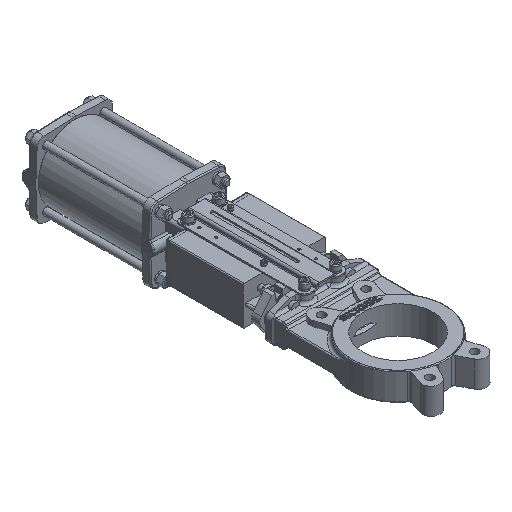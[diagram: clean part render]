
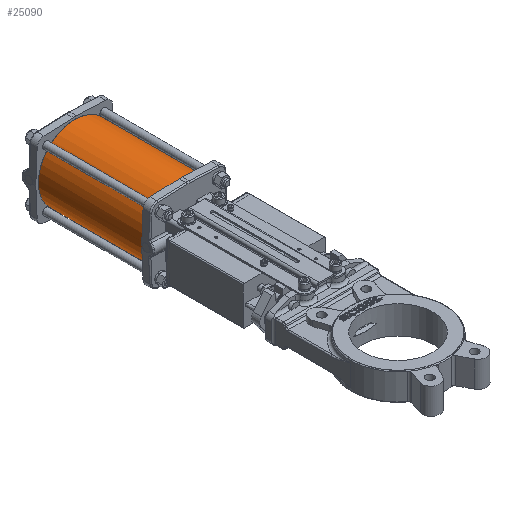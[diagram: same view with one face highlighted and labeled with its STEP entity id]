
A CAD part, isometric view. The second image highlights one B-rep face of the part: STEP entity #25090.
In plain terms, the highlighted cylindrical face has radius 66 mm (diameter 132 mm), a full revolution.
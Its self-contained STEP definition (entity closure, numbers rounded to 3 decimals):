
#575=CYLINDRICAL_SURFACE('',#27541,66.);
#2177=CIRCLE('',#27494,66.);
#2204=CIRCLE('',#27542,66.);
#2688=FACE_BOUND('',#6011,.T.);
#4264=FACE_OUTER_BOUND('',#6010,.T.);
#6010=EDGE_LOOP('',(#21095));
#6011=EDGE_LOOP('',(#21096));
#11389=VERTEX_POINT('',#44539);
#11424=VERTEX_POINT('',#44638);
#14670=EDGE_CURVE('',#11389,#11389,#2177,.F.);
#14721=EDGE_CURVE('',#11424,#11424,#2204,.T.);
#21095=ORIENTED_EDGE('',*,*,#14670,.F.);
#21096=ORIENTED_EDGE('',*,*,#14721,.T.);
#25090=ADVANCED_FACE('',(#4264,#2688),#575,.T.);
#27494=AXIS2_PLACEMENT_3D('',#44540,#33549,#33550);
#27541=AXIS2_PLACEMENT_3D('',#44637,#33659,#33660);
#27542=AXIS2_PLACEMENT_3D('',#44639,#33661,#33662);
#33549=DIRECTION('center_axis',(0.,1.,0.));
#33550=DIRECTION('ref_axis',(0.469,0.,-0.883));
#33659=DIRECTION('center_axis',(0.,1.,0.));
#33660=DIRECTION('ref_axis',(-1.,0.,0.));
#33661=DIRECTION('center_axis',(0.,-1.,0.));
#33662=DIRECTION('ref_axis',(-0.469,0.,0.883));
#44539=CARTESIAN_POINT('',(30.981,390.5,-58.277));
#44540=CARTESIAN_POINT('Origin',(0.,390.5,0.));
#44637=CARTESIAN_POINT('Origin',(0.,390.5,0.));
#44638=CARTESIAN_POINT('',(-30.981,579.5,58.277));
#44639=CARTESIAN_POINT('Origin',(0.,579.5,0.));
